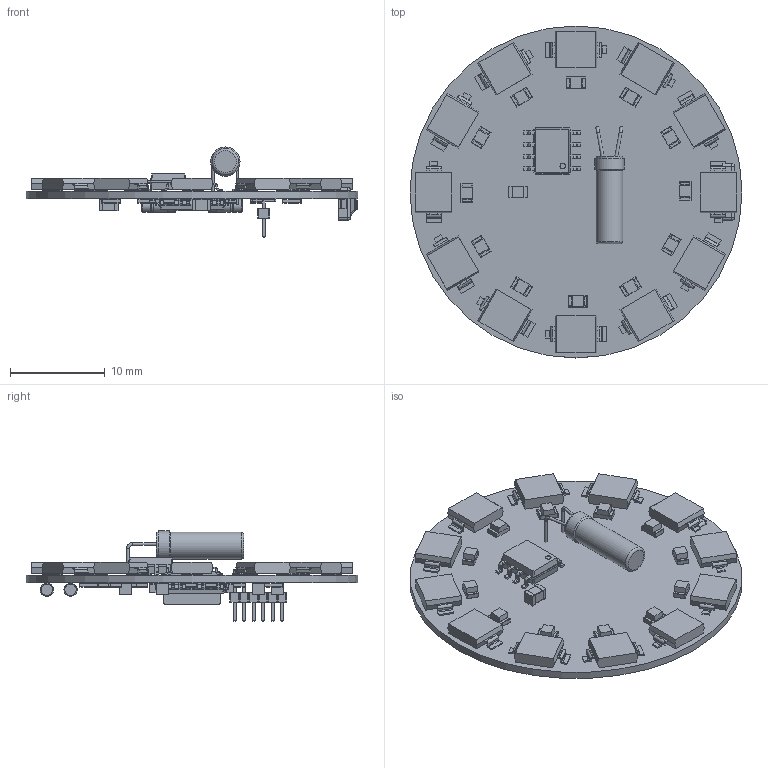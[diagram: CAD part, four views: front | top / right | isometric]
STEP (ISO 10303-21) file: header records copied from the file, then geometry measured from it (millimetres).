
FILE_DESCRIPTION(('KiCad electronic assembly'),'2;1');
FILE_NAME('ZeroProject.step','2024-12-16T10:31:05',('Pcbnew'),('Kicad'), 'Open CASCADE STEP processor 7.8','KiCad to STEP converter','Unknown' );
FILE_SCHEMA(('AUTOMOTIVE_DESIGN { 1 0 10303 214 1 1 1 1 }'));
Length unit declared in the file: millimetre
Products named in the file (22): ZeroProject 1; BPW 34 S-Z--3DModel-STEP-56544; BPW 34 S-Z; LED_0805_2012Metric; SOIC-8_3.9x4.9mm_P1.27mm; SOIC_8_39x49mm_P127mm; Crystal_AT310_D3.0mm_L10.0mm_Horizontal; AT310_Horizontal; C_0805_2012Metric; R_0805_2012Metric; PinHeader_1x06_P1.00mm_Vertical_SMD_Pin1Right; PinHeader_1x06_P100mm_Vertical_SMD_Pin1Right; TQFP-32_7x7mm_P0.8mm; TQFP_32_7x7mm_P08mm; D_MiniMELF; D_MiniMELF_Standard; SW_SPST_FSMSM; ASSEMBLY; _autosave-ZeroProject_PCB
Assembly tree (64 placements, depth 3):
  ZeroProject 1
    BPW 34 S-Z--3DModel-STEP-56544  x12
      BPW 34 S-Z
    LED_0805_2012Metric  x12
      LED_0805_2012Metric
    SOIC-8_3.9x4.9mm_P1.27mm
      SOIC_8_39x49mm_P127mm
    Crystal_AT310_D3.0mm_L10.0mm_Horizontal
      AT310_Horizontal
    C_0805_2012Metric  x5
      C_0805_2012Metric
    R_0805_2012Metric  x16
      R_0805_2012Metric
    PinHeader_1x06_P1.00mm_Vertical_SMD_Pin1Right
      PinHeader_1x06_P100mm_Vertical_SMD_Pin1Right
    TQFP-32_7x7mm_P0.8mm
      TQFP_32_7x7mm_P08mm
    D_MiniMELF  x3
      D_MiniMELF_Standard
    SW_SPST_FSMSM
      ASSEMBLY
    _autosave-ZeroProject_PCB
Bounding box: 35 x 35 x 9.5 mm (x, y, z)
Volume: 1268.7 mm3; surface area: 3633.7 mm2
Topology: 80 solids, 80 shells, 2765 faces, 7044 edges, 4479 vertices
Faces by surface type: plane 2038, cylinder 603, bspline 100, sphere 12, revolution 6, torus 5, cone 1
Full cylindrical faces by diameter (mm): 0.3 x4, 0.5 x1, 0.6 x1, 1.35 x6, 1.4 x9, 2.818 x2, 3.1 x1, 35 x1
Entity records: 43924 total; most frequent: CARTESIAN_POINT 9648, ORIENTED_EDGE 5674, DIRECTION 5393, EDGE_CURVE 2837, LINE 2235, VECTOR 2235, VERTEX_POINT 1777, AXIS2_PLACEMENT_3D 1578
